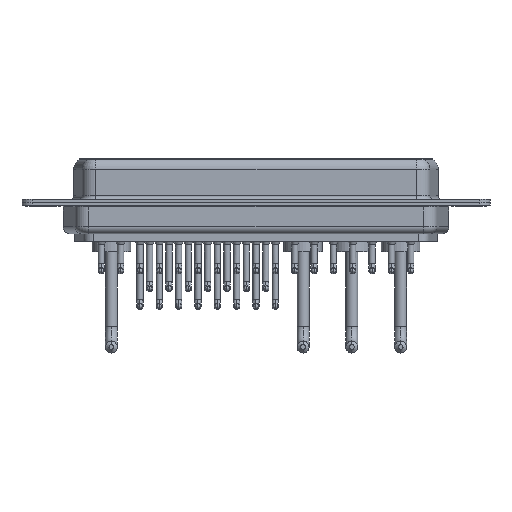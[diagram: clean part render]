
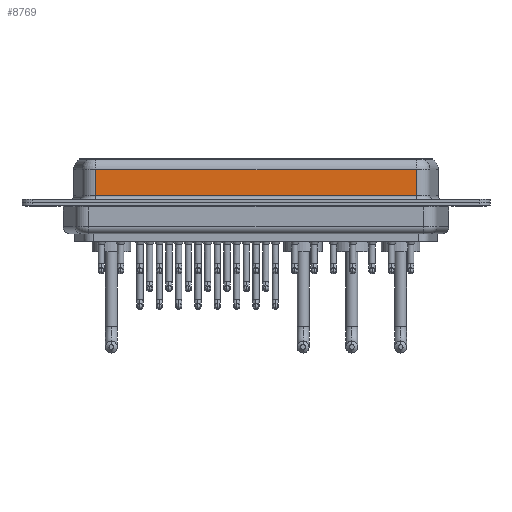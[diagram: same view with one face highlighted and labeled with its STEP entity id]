
A CAD part, front view. The second image highlights one B-rep face of the part: STEP entity #8769.
In plain terms, the highlighted planar face has unit normal (0, -1, 0).
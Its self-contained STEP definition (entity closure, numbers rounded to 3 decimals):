
#401 = CARTESIAN_POINT ( 'NONE',  ( 53.41, -5.375, 6.4 ) ) ;
#611 = VERTEX_POINT ( 'NONE', #10764 ) ;
#663 = LINE ( 'NONE', #15971, #8823 ) ;
#1645 = VECTOR ( 'NONE', #2744, 1000. ) ;
#2683 = VERTEX_POINT ( 'NONE', #15111 ) ;
#2744 = DIRECTION ( 'NONE',  ( 0., 0., -1. ) ) ;
#3178 = VECTOR ( 'NONE', #11234, 1000. ) ;
#3605 = CARTESIAN_POINT ( 'NONE',  ( 53.41, -5.375, 0.9 ) ) ;
#4686 = LINE ( 'NONE', #24191, #1645 ) ;
#4724 = DIRECTION ( 'NONE',  ( 0., 0., 1. ) ) ;
#5373 = LINE ( 'NONE', #7322, #11130 ) ;
#7322 = CARTESIAN_POINT ( 'NONE',  ( 53.41, -5.375, 4.65 ) ) ;
#7466 = DIRECTION ( 'NONE',  ( -1., 0., 0. ) ) ;
#8024 = EDGE_CURVE ( 'NONE', #2683, #13682, #4686, .T. ) ;
#8769 = ADVANCED_FACE ( 'NONE', ( #15154 ), #23814, .F. ) ;
#8823 = VECTOR ( 'NONE', #11273, 1000. ) ;
#8908 = EDGE_CURVE ( 'NONE', #23761, #13682, #663, .T. ) ;
#10764 = CARTESIAN_POINT ( 'NONE',  ( 7.59, -5.375, 4.65 ) ) ;
#11130 = VECTOR ( 'NONE', #7466, 1000. ) ;
#11234 = DIRECTION ( 'NONE',  ( 0., 0., -1. ) ) ;
#11273 = DIRECTION ( 'NONE',  ( 1., 0., 0. ) ) ;
#11445 = ORIENTED_EDGE ( 'NONE', *, *, #8024, .F. ) ;
#12574 = EDGE_CURVE ( 'NONE', #611, #23761, #15521, .T. ) ;
#12600 = CARTESIAN_POINT ( 'NONE',  ( 7.59, -5.375, 0.9 ) ) ;
#13682 = VERTEX_POINT ( 'NONE', #3605 ) ;
#15111 = CARTESIAN_POINT ( 'NONE',  ( 53.41, -5.375, 4.65 ) ) ;
#15154 = FACE_OUTER_BOUND ( 'NONE', #20800, .T. ) ;
#15521 = LINE ( 'NONE', #19171, #3178 ) ;
#15971 = CARTESIAN_POINT ( 'NONE',  ( 53.41, -5.375, 0.9 ) ) ;
#16335 = AXIS2_PLACEMENT_3D ( 'NONE', #401, #21572, #4724 ) ;
#19125 = ORIENTED_EDGE ( 'NONE', *, *, #20079, .T. ) ;
#19171 = CARTESIAN_POINT ( 'NONE',  ( 7.59, -5.375, 6.4 ) ) ;
#20079 = EDGE_CURVE ( 'NONE', #2683, #611, #5373, .T. ) ;
#20800 = EDGE_LOOP ( 'NONE', ( #11445, #19125, #26690, #26359 ) ) ;
#21572 = DIRECTION ( 'NONE',  ( 0., 1., 0. ) ) ;
#23761 = VERTEX_POINT ( 'NONE', #12600 ) ;
#23814 = PLANE ( 'NONE',  #16335 ) ;
#24191 = CARTESIAN_POINT ( 'NONE',  ( 53.41, -5.375, 6.4 ) ) ;
#26359 = ORIENTED_EDGE ( 'NONE', *, *, #8908, .T. ) ;
#26690 = ORIENTED_EDGE ( 'NONE', *, *, #12574, .T. ) ;
